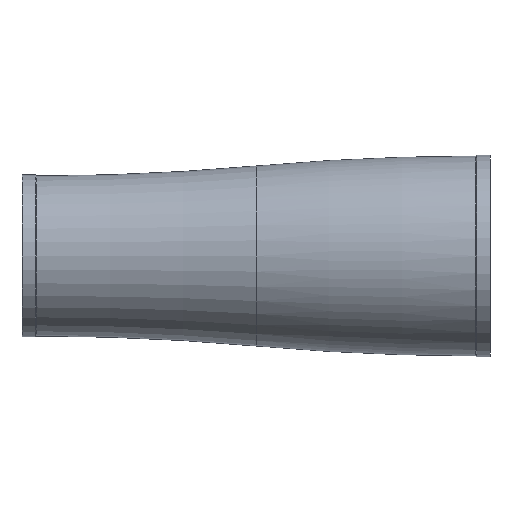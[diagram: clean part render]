
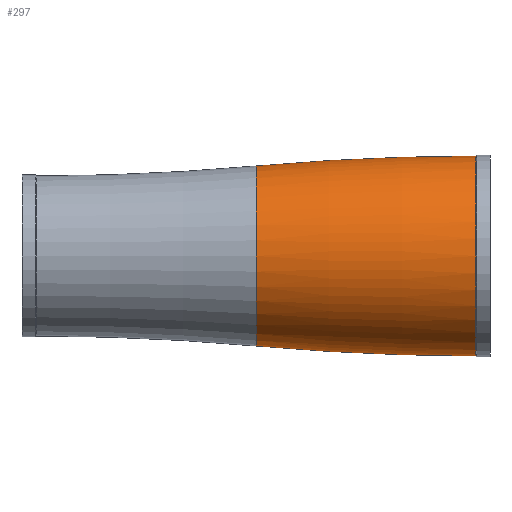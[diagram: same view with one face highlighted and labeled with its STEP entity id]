
A CAD part, front view. The second image highlights one B-rep face of the part: STEP entity #297.
In plain terms, the highlighted toroidal (fillet/blend) face has major radius 650.17 mm and minor radius 677.92 mm.
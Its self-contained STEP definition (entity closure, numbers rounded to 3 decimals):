
#3 = CIRCLE ( 'NONE', #599, 677.92 ) ;
#11 = CARTESIAN_POINT ( 'NONE',  ( -65., 0., 25. ) ) ;
#41 = CARTESIAN_POINT ( 'NONE',  ( -4., 0., 27.75 ) ) ;
#64 = FACE_OUTER_BOUND ( 'NONE', #557, .T. ) ;
#66 = CIRCLE ( 'NONE', #565, 27.75 ) ;
#123 = TOROIDAL_SURFACE ( 'NONE', #618, -650.17, 677.92 ) ;
#149 = CARTESIAN_POINT ( 'NONE',  ( -4., 0., 0. ) ) ;
#153 = EDGE_CURVE ( 'NONE', #331, #508, #611, .T. ) ;
#227 = ORIENTED_EDGE ( 'NONE', *, *, #317, .T. ) ;
#232 = AXIS2_PLACEMENT_3D ( 'NONE', #954, #964, #951 ) ;
#239 = CARTESIAN_POINT ( 'NONE',  ( -4., 0., -27.75 ) ) ;
#289 = VERTEX_POINT ( 'NONE', #239 ) ;
#297 = ADVANCED_FACE ( 'NONE', ( #64 ), #123, .T. ) ;
#299 = DIRECTION ( 'NONE',  ( 0., 0., 1. ) ) ;
#313 = DIRECTION ( 'NONE',  ( 0., 1., 0. ) ) ;
#317 = EDGE_CURVE ( 'NONE', #451, #289, #3, .T. ) ;
#331 = VERTEX_POINT ( 'NONE', #11 ) ;
#332 = CARTESIAN_POINT ( 'NONE',  ( -4., 0., -650.17 ) ) ;
#372 = ORIENTED_EDGE ( 'NONE', *, *, #825, .F. ) ;
#412 = ORIENTED_EDGE ( 'NONE', *, *, #754, .T. ) ;
#436 = ORIENTED_EDGE ( 'NONE', *, *, #153, .F. ) ;
#439 = CIRCLE ( 'NONE', #232, 25. ) ;
#451 = VERTEX_POINT ( 'NONE', #612 ) ;
#508 = VERTEX_POINT ( 'NONE', #41 ) ;
#523 = DIRECTION ( 'NONE',  ( 0., -1., 0. ) ) ;
#557 = EDGE_LOOP ( 'NONE', ( #436, #412, #227, #372 ) ) ;
#565 = AXIS2_PLACEMENT_3D ( 'NONE', #773, #889, #816 ) ;
#581 = CARTESIAN_POINT ( 'NONE',  ( -4., 0., 650.17 ) ) ;
#599 = AXIS2_PLACEMENT_3D ( 'NONE', #581, #523, #897 ) ;
#611 = CIRCLE ( 'NONE', #955, 677.92 ) ;
#612 = CARTESIAN_POINT ( 'NONE',  ( -65., 0., -25. ) ) ;
#618 = AXIS2_PLACEMENT_3D ( 'NONE', #149, #686, #1016 ) ;
#686 = DIRECTION ( 'NONE',  ( 1., 0., 0. ) ) ;
#754 = EDGE_CURVE ( 'NONE', #331, #451, #439, .T. ) ;
#773 = CARTESIAN_POINT ( 'NONE',  ( -4., 0., 0. ) ) ;
#816 = DIRECTION ( 'NONE',  ( 0., 0., -1. ) ) ;
#825 = EDGE_CURVE ( 'NONE', #508, #289, #66, .T. ) ;
#889 = DIRECTION ( 'NONE',  ( 1., 0., 0. ) ) ;
#897 = DIRECTION ( 'NONE',  ( 0., 0., -1. ) ) ;
#951 = DIRECTION ( 'NONE',  ( 0., 0., -1. ) ) ;
#954 = CARTESIAN_POINT ( 'NONE',  ( -65., 0., 0. ) ) ;
#955 = AXIS2_PLACEMENT_3D ( 'NONE', #332, #313, #299 ) ;
#964 = DIRECTION ( 'NONE',  ( 1., 0., 0. ) ) ;
#1016 = DIRECTION ( 'NONE',  ( 0., 0., -1. ) ) ;
